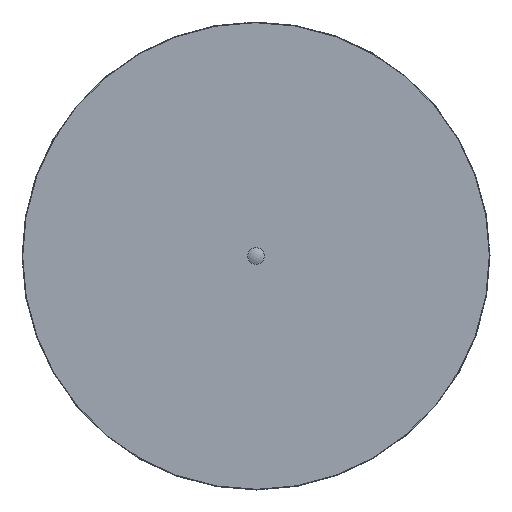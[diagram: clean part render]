
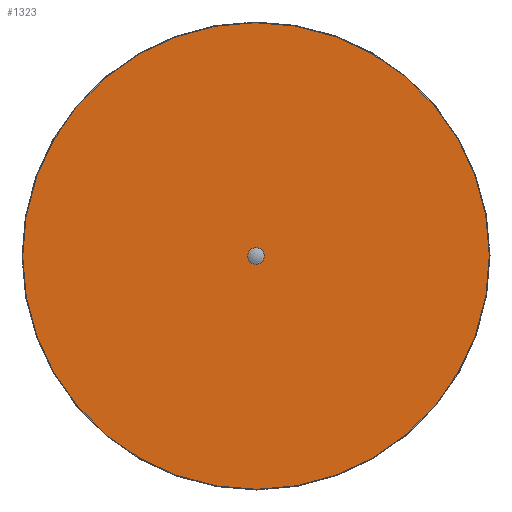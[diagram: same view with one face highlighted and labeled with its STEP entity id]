
A CAD part, front view. The second image highlights one B-rep face of the part: STEP entity #1323.
In plain terms, the highlighted planar face has unit normal (0, -1, 0).
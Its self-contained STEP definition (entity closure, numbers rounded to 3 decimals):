
#203=FACE_BOUND('',#366,.T.);
#276=FACE_OUTER_BOUND('',#365,.T.);
#365=EDGE_LOOP('',(#1093,#1094));
#366=EDGE_LOOP('',(#1095,#1096));
#449=CIRCLE('',#1493,174.5);
#450=CIRCLE('',#1494,174.5);
#452=CIRCLE('',#1497,4.05);
#453=CIRCLE('',#1498,4.05);
#573=VERTEX_POINT('',#2395);
#574=VERTEX_POINT('',#2396);
#575=VERTEX_POINT('',#2401);
#576=VERTEX_POINT('',#2402);
#751=EDGE_CURVE('',#573,#574,#449,.T.);
#752=EDGE_CURVE('',#574,#573,#450,.T.);
#754=EDGE_CURVE('',#575,#576,#452,.T.);
#755=EDGE_CURVE('',#576,#575,#453,.T.);
#1093=ORIENTED_EDGE('',*,*,#751,.T.);
#1094=ORIENTED_EDGE('',*,*,#752,.T.);
#1095=ORIENTED_EDGE('',*,*,#754,.F.);
#1096=ORIENTED_EDGE('',*,*,#755,.F.);
#1170=PLANE('',#1496);
#1323=ADVANCED_FACE('',(#276,#203),#1170,.T.);
#1493=AXIS2_PLACEMENT_3D('',#2397,#1843,#1844);
#1494=AXIS2_PLACEMENT_3D('',#2398,#1845,#1846);
#1496=AXIS2_PLACEMENT_3D('',#2400,#1849,#1850);
#1497=AXIS2_PLACEMENT_3D('',#2403,#1851,#1852);
#1498=AXIS2_PLACEMENT_3D('',#2404,#1853,#1854);
#1843=DIRECTION('center_axis',(0.,-1.,0.));
#1844=DIRECTION('ref_axis',(0.17,0.,0.985));
#1845=DIRECTION('center_axis',(0.,-1.,0.));
#1846=DIRECTION('ref_axis',(0.17,0.,0.985));
#1849=DIRECTION('center_axis',(0.,-1.,0.));
#1850=DIRECTION('ref_axis',(0.985,0.,-0.17));
#1851=DIRECTION('center_axis',(0.,-1.,0.));
#1852=DIRECTION('ref_axis',(0.17,0.,0.985));
#1853=DIRECTION('center_axis',(0.,-1.,0.));
#1854=DIRECTION('ref_axis',(0.17,0.,0.985));
#2395=CARTESIAN_POINT('',(34.495,-123.747,171.961));
#2396=CARTESIAN_POINT('',(-167.125,-123.747,29.659));
#2397=CARTESIAN_POINT('Origin',(4.836,-123.747,0.));
#2398=CARTESIAN_POINT('Origin',(4.836,-123.747,0.));
#2400=CARTESIAN_POINT('Origin',(5.525,-123.747,3.991));
#2401=CARTESIAN_POINT('',(5.525,-123.747,3.991));
#2402=CARTESIAN_POINT('',(4.148,-123.747,-3.991));
#2403=CARTESIAN_POINT('Origin',(4.836,-123.747,0.));
#2404=CARTESIAN_POINT('Origin',(4.836,-123.747,0.));
